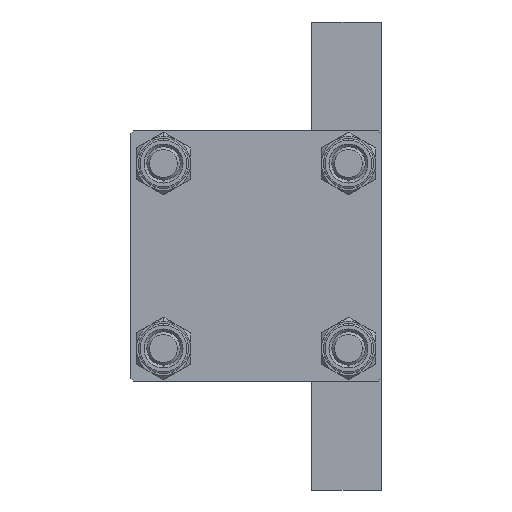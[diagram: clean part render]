
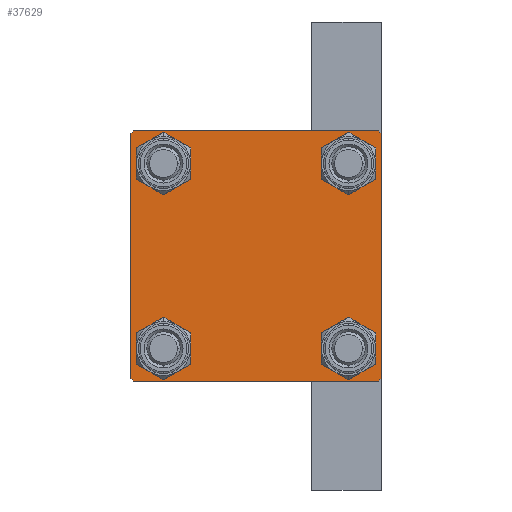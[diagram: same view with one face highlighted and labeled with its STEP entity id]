
A CAD part, left-side view. The second image highlights one B-rep face of the part: STEP entity #37629.
In plain terms, the highlighted planar face has unit normal (-1, 0, 0).
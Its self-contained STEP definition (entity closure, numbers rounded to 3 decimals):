
#518 = ORIENTED_EDGE ( 'NONE', *, *, #2747, .F. ) ;
#924 = EDGE_CURVE ( 'NONE', #45100, #8794, #31784, .T. ) ;
#1544 = VECTOR ( 'NONE', #35195, 1000. ) ;
#2475 = VERTEX_POINT ( 'NONE', #39189 ) ;
#2650 = CARTESIAN_POINT ( 'NONE',  ( 0., 0., 0. ) ) ;
#2747 = EDGE_CURVE ( 'NONE', #19695, #4818, #9505, .T. ) ;
#2876 = VECTOR ( 'NONE', #43507, 1000. ) ;
#2922 = CARTESIAN_POINT ( 'NONE',  ( 0., 16.6, -16.6 ) ) ;
#3134 = CARTESIAN_POINT ( 'NONE',  ( 0., 22.25, 22.25 ) ) ;
#3145 = DIRECTION ( 'NONE',  ( 0., 0., 1. ) ) ;
#4198 = VERTEX_POINT ( 'NONE', #37524 ) ;
#4684 = VERTEX_POINT ( 'NONE', #15811 ) ;
#4818 = VERTEX_POINT ( 'NONE', #40224 ) ;
#5194 = LINE ( 'NONE', #21115, #45545 ) ;
#5390 = EDGE_CURVE ( 'NONE', #14564, #4198, #34250, .T. ) ;
#5746 = VERTEX_POINT ( 'NONE', #31033 ) ;
#5758 = VECTOR ( 'NONE', #14867, 1000. ) ;
#6338 = FACE_OUTER_BOUND ( 'NONE', #30877, .T. ) ;
#6528 = AXIS2_PLACEMENT_3D ( 'NONE', #29695, #11314, #18446 ) ;
#6565 = CARTESIAN_POINT ( 'NONE',  ( 0., 22.25, -22.25 ) ) ;
#6568 = ORIENTED_EDGE ( 'NONE', *, *, #924, .T. ) ;
#7121 = ORIENTED_EDGE ( 'NONE', *, *, #14371, .T. ) ;
#8072 = AXIS2_PLACEMENT_3D ( 'NONE', #2650, #32503, #46940 ) ;
#8116 = CARTESIAN_POINT ( 'NONE',  ( 0., -16.6, 16.6 ) ) ;
#8194 = LINE ( 'NONE', #22651, #29986 ) ;
#8205 = DIRECTION ( 'NONE',  ( 0., 0., 1. ) ) ;
#8794 = VERTEX_POINT ( 'NONE', #31644 ) ;
#9104 = CIRCLE ( 'NONE', #29421, 3.5 ) ;
#9505 = LINE ( 'NONE', #32026, #2876 ) ;
#9513 = FACE_BOUND ( 'NONE', #25644, .T. ) ;
#10503 = CARTESIAN_POINT ( 'NONE',  ( 0., 16.6, -13.1 ) ) ;
#10909 = VERTEX_POINT ( 'NONE', #20984 ) ;
#11208 = CARTESIAN_POINT ( 'NONE',  ( 0., -16.6, -16.6 ) ) ;
#11212 = DIRECTION ( 'NONE',  ( 1., 0., 0. ) ) ;
#11314 = DIRECTION ( 'NONE',  ( 1., 0., 0. ) ) ;
#11430 = EDGE_CURVE ( 'NONE', #19342, #10909, #5194, .T. ) ;
#11727 = ORIENTED_EDGE ( 'NONE', *, *, #22673, .T. ) ;
#12737 = EDGE_CURVE ( 'NONE', #8794, #45100, #40115, .T. ) ;
#13162 = AXIS2_PLACEMENT_3D ( 'NONE', #2922, #11212, #44722 ) ;
#13307 = ORIENTED_EDGE ( 'NONE', *, *, #11430, .T. ) ;
#13308 = EDGE_LOOP ( 'NONE', ( #16557, #29641 ) ) ;
#13441 = FACE_BOUND ( 'NONE', #18779, .T. ) ;
#13511 = VECTOR ( 'NONE', #21981, 1000. ) ;
#13883 = CARTESIAN_POINT ( 'NONE',  ( 0., 22., 22.5 ) ) ;
#14292 = ORIENTED_EDGE ( 'NONE', *, *, #42501, .T. ) ;
#14371 = EDGE_CURVE ( 'NONE', #27998, #17996, #31502, .T. ) ;
#14564 = VERTEX_POINT ( 'NONE', #10503 ) ;
#14867 = DIRECTION ( 'NONE',  ( 0., 0.707, 0.707 ) ) ;
#14919 = EDGE_LOOP ( 'NONE', ( #32416, #14292 ) ) ;
#15011 = EDGE_CURVE ( 'NONE', #2475, #34461, #32300, .T. ) ;
#15073 = CARTESIAN_POINT ( 'NONE',  ( 0., -16.6, 16.6 ) ) ;
#15106 = LINE ( 'NONE', #48358, #5758 ) ;
#15811 = CARTESIAN_POINT ( 'NONE',  ( 0., 22., -22.5 ) ) ;
#16557 = ORIENTED_EDGE ( 'NONE', *, *, #5390, .T. ) ;
#16876 = ORIENTED_EDGE ( 'NONE', *, *, #35997, .F. ) ;
#17105 = EDGE_CURVE ( 'NONE', #5746, #44558, #39266, .T. ) ;
#17477 = CIRCLE ( 'NONE', #23725, 3.5 ) ;
#17598 = FACE_BOUND ( 'NONE', #14919, .T. ) ;
#17996 = VERTEX_POINT ( 'NONE', #27606 ) ;
#18008 = EDGE_CURVE ( 'NONE', #4684, #19342, #38615, .T. ) ;
#18075 = DIRECTION ( 'NONE',  ( 0., 0.707, -0.707 ) ) ;
#18446 = DIRECTION ( 'NONE',  ( 0., 0., 1. ) ) ;
#18704 = VECTOR ( 'NONE', #28021, 1000. ) ;
#18779 = EDGE_LOOP ( 'NONE', ( #6568, #44928 ) ) ;
#18789 = LINE ( 'NONE', #6565, #13511 ) ;
#19342 = VERTEX_POINT ( 'NONE', #32355 ) ;
#19695 = VERTEX_POINT ( 'NONE', #13883 ) ;
#19871 = CARTESIAN_POINT ( 'NONE',  ( 0., 16.6, 16.6 ) ) ;
#20512 = CARTESIAN_POINT ( 'NONE',  ( 0., -22.5, 22. ) ) ;
#20764 = CARTESIAN_POINT ( 'NONE',  ( 0., 22.5, -22.5 ) ) ;
#20984 = CARTESIAN_POINT ( 'NONE',  ( 0., -22.5, -22. ) ) ;
#21115 = CARTESIAN_POINT ( 'NONE',  ( 0., -22.25, -22.25 ) ) ;
#21981 = DIRECTION ( 'NONE',  ( 0., -0.707, -0.707 ) ) ;
#22251 = DIRECTION ( 'NONE',  ( 1., 0., 0. ) ) ;
#22651 = CARTESIAN_POINT ( 'NONE',  ( 0., -22.5, 22.5 ) ) ;
#22662 = DIRECTION ( 'NONE',  ( 1., 0., 0. ) ) ;
#22673 = EDGE_CURVE ( 'NONE', #19695, #5746, #40324, .T. ) ;
#22903 = VERTEX_POINT ( 'NONE', #20512 ) ;
#23725 = AXIS2_PLACEMENT_3D ( 'NONE', #37727, #30376, #45040 ) ;
#24040 = CARTESIAN_POINT ( 'NONE',  ( 0., -16.6, 13.1 ) ) ;
#24046 = ORIENTED_EDGE ( 'NONE', *, *, #34970, .T. ) ;
#25644 = EDGE_LOOP ( 'NONE', ( #42411, #7121 ) ) ;
#26478 = DIRECTION ( 'NONE',  ( 1., 0., 0. ) ) ;
#26953 = DIRECTION ( 'NONE',  ( 0., 0., 1. ) ) ;
#27606 = CARTESIAN_POINT ( 'NONE',  ( 0., 16.6, 20.1 ) ) ;
#27998 = VERTEX_POINT ( 'NONE', #35564 ) ;
#28021 = DIRECTION ( 'NONE',  ( 0., 0., -1. ) ) ;
#28129 = FACE_BOUND ( 'NONE', #13308, .T. ) ;
#29177 = ORIENTED_EDGE ( 'NONE', *, *, #18008, .T. ) ;
#29317 = CIRCLE ( 'NONE', #47261, 3.5 ) ;
#29421 = AXIS2_PLACEMENT_3D ( 'NONE', #36691, #40575, #3145 ) ;
#29641 = ORIENTED_EDGE ( 'NONE', *, *, #34325, .T. ) ;
#29695 = CARTESIAN_POINT ( 'NONE',  ( 0., -16.6, -16.6 ) ) ;
#29986 = VECTOR ( 'NONE', #37564, 1000. ) ;
#30376 = DIRECTION ( 'NONE',  ( 1., 0., 0. ) ) ;
#30873 = ORIENTED_EDGE ( 'NONE', *, *, #17105, .T. ) ;
#30877 = EDGE_LOOP ( 'NONE', ( #30873, #33742, #29177, #13307, #16876, #24046, #518, #11727 ) ) ;
#31033 = CARTESIAN_POINT ( 'NONE',  ( 0., 22.5, 22. ) ) ;
#31502 = CIRCLE ( 'NONE', #41680, 3.5 ) ;
#31644 = CARTESIAN_POINT ( 'NONE',  ( 0., -16.6, -20.1 ) ) ;
#31784 = CIRCLE ( 'NONE', #32532, 3.5 ) ;
#32026 = CARTESIAN_POINT ( 'NONE',  ( 0., 22.5, 22.5 ) ) ;
#32300 = CIRCLE ( 'NONE', #38559, 3.5 ) ;
#32355 = CARTESIAN_POINT ( 'NONE',  ( 0., -22., -22.5 ) ) ;
#32416 = ORIENTED_EDGE ( 'NONE', *, *, #15011, .T. ) ;
#32503 = DIRECTION ( 'NONE',  ( -1., 0., 0. ) ) ;
#32532 = AXIS2_PLACEMENT_3D ( 'NONE', #11208, #22251, #37160 ) ;
#33742 = ORIENTED_EDGE ( 'NONE', *, *, #36727, .T. ) ;
#34250 = CIRCLE ( 'NONE', #13162, 3.5 ) ;
#34325 = EDGE_CURVE ( 'NONE', #4198, #14564, #17477, .T. ) ;
#34461 = VERTEX_POINT ( 'NONE', #24040 ) ;
#34791 = DIRECTION ( 'NONE',  ( 1., 0., 0. ) ) ;
#34970 = EDGE_CURVE ( 'NONE', #22903, #4818, #15106, .T. ) ;
#35195 = DIRECTION ( 'NONE',  ( 0., -1., 0. ) ) ;
#35564 = CARTESIAN_POINT ( 'NONE',  ( 0., 16.6, 13.1 ) ) ;
#35997 = EDGE_CURVE ( 'NONE', #22903, #10909, #8194, .T. ) ;
#36691 = CARTESIAN_POINT ( 'NONE',  ( 0., 16.6, 16.6 ) ) ;
#36727 = EDGE_CURVE ( 'NONE', #44558, #4684, #18789, .T. ) ;
#37160 = DIRECTION ( 'NONE',  ( 0., 0., 1. ) ) ;
#37524 = CARTESIAN_POINT ( 'NONE',  ( 0., 16.6, -20.1 ) ) ;
#37564 = DIRECTION ( 'NONE',  ( 0., 0., -1. ) ) ;
#37629 = ADVANCED_FACE ( 'NONE', ( #17598, #13441, #28129, #9513, #6338 ), #43051, .T. ) ;
#37727 = CARTESIAN_POINT ( 'NONE',  ( 0., 16.6, -16.6 ) ) ;
#38559 = AXIS2_PLACEMENT_3D ( 'NONE', #8116, #26478, #41390 ) ;
#38615 = LINE ( 'NONE', #20764, #1544 ) ;
#39189 = CARTESIAN_POINT ( 'NONE',  ( 0., -16.6, 20.1 ) ) ;
#39266 = LINE ( 'NONE', #39503, #18704 ) ;
#39446 = DIRECTION ( 'NONE',  ( 0., -0.707, 0.707 ) ) ;
#39503 = CARTESIAN_POINT ( 'NONE',  ( 0., 22.5, 22.5 ) ) ;
#40115 = CIRCLE ( 'NONE', #6528, 3.5 ) ;
#40224 = CARTESIAN_POINT ( 'NONE',  ( 0., -22., 22.5 ) ) ;
#40324 = LINE ( 'NONE', #3134, #41977 ) ;
#40575 = DIRECTION ( 'NONE',  ( 1., 0., 0. ) ) ;
#41390 = DIRECTION ( 'NONE',  ( 0., 0., 1. ) ) ;
#41680 = AXIS2_PLACEMENT_3D ( 'NONE', #19871, #34791, #26953 ) ;
#41977 = VECTOR ( 'NONE', #18075, 1000. ) ;
#42411 = ORIENTED_EDGE ( 'NONE', *, *, #45535, .T. ) ;
#42501 = EDGE_CURVE ( 'NONE', #34461, #2475, #29317, .T. ) ;
#43051 = PLANE ( 'NONE',  #8072 ) ;
#43507 = DIRECTION ( 'NONE',  ( 0., -1., 0. ) ) ;
#44558 = VERTEX_POINT ( 'NONE', #45575 ) ;
#44722 = DIRECTION ( 'NONE',  ( 0., 0., 1. ) ) ;
#44928 = ORIENTED_EDGE ( 'NONE', *, *, #12737, .T. ) ;
#45040 = DIRECTION ( 'NONE',  ( 0., 0., 1. ) ) ;
#45100 = VERTEX_POINT ( 'NONE', #46055 ) ;
#45535 = EDGE_CURVE ( 'NONE', #17996, #27998, #9104, .T. ) ;
#45545 = VECTOR ( 'NONE', #39446, 1000. ) ;
#45575 = CARTESIAN_POINT ( 'NONE',  ( 0., 22.5, -22. ) ) ;
#46055 = CARTESIAN_POINT ( 'NONE',  ( 0., -16.6, -13.1 ) ) ;
#46940 = DIRECTION ( 'NONE',  ( 0., 0., 1. ) ) ;
#47261 = AXIS2_PLACEMENT_3D ( 'NONE', #15073, #22662, #8205 ) ;
#48358 = CARTESIAN_POINT ( 'NONE',  ( 0., -22.25, 22.25 ) ) ;
